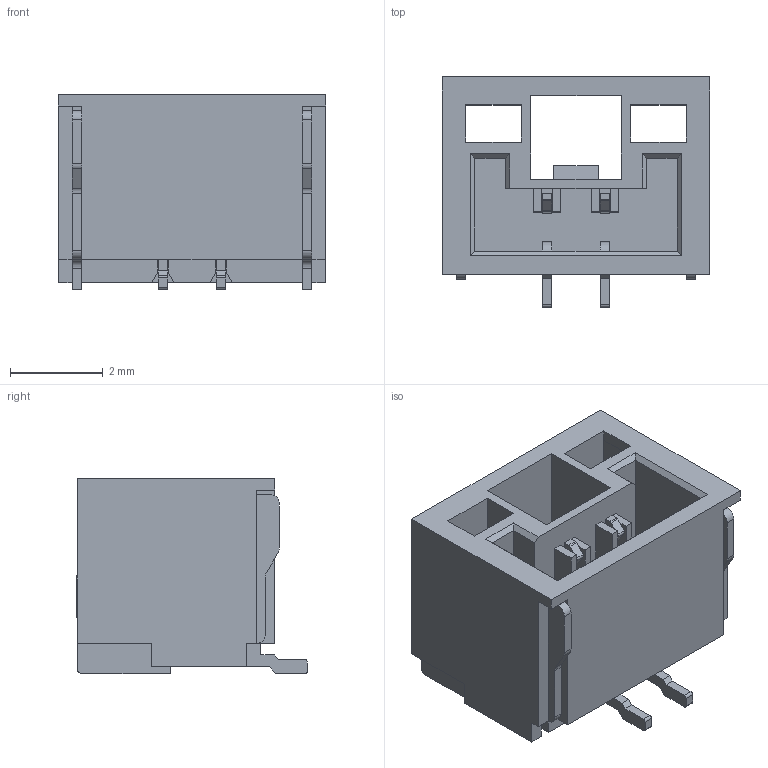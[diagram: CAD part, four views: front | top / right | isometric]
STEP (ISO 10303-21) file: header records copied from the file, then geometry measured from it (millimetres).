
FILE_DESCRIPTION (( 'STEP AP214' ), '1' );
FILE_NAME ('CONN-SMD_2P-P1.25_BX-BX-GH1.25-2PLT.STEP', '2023-10-21T05:38:12', ( '' ), ( '' ), 'SwSTEP 2.0', 'SolidWorks 2020', '' );
FILE_SCHEMA (( 'AUTOMOTIVE_DESIGN' ));
Length unit declared in the file: millimetre
Products named in the file (1): CONN-SMD_2P-P1.25_BX-BX-GH1.25-2PLT
Bounding box: 5.75 x 4.96 x 4.2 mm (x, y, z)
Volume: 50.7 mm3; surface area: 352.9 mm2
Topology: 3 solids, 3 shells, 425 faces, 1184 edges, 786 vertices
Faces by surface type: plane 291, bspline 98, cylinder 36
Entity records: 18727 total; most frequent: CARTESIAN_POINT 3702, ORIENTED_EDGE 2368, DIRECTION 1712, EDGE_CURVE 1184, LINE 912, VECTOR 912, VERTEX_POINT 786, EDGE_LOOP 456
